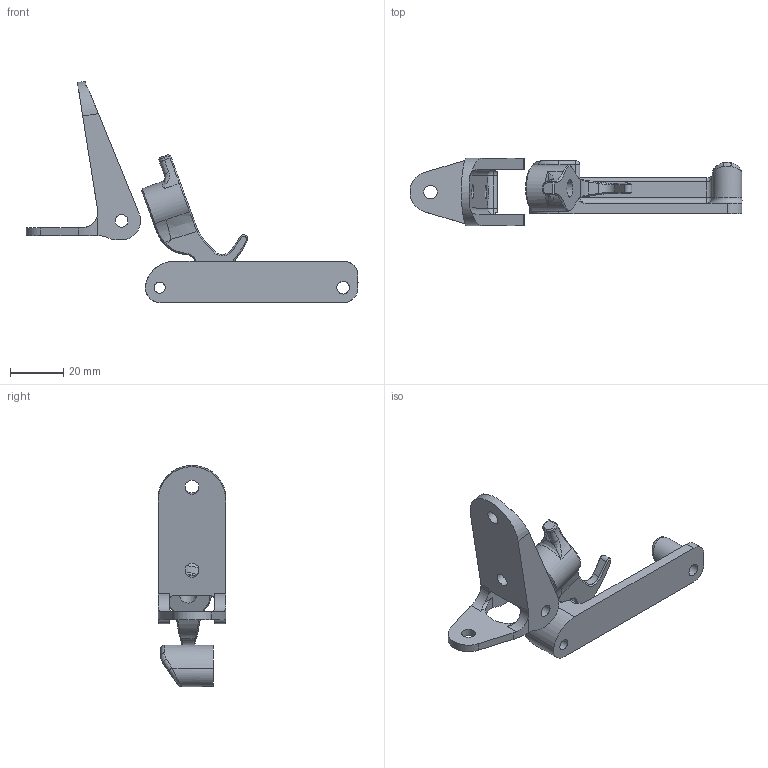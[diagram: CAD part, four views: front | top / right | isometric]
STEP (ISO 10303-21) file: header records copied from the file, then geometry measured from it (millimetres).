
FILE_DESCRIPTION(/* description */ (''),/* implementation_level */ '2;1');
FILE_NAME(/* name */ 'Hold down modified parts.stp',/* time_stamp */ '2020-12-07T17:09:58+01:00',/* author */ (''),/* organization */ (''),/* preprocessor_version */ 'ST-DEVELOPER v16.7',/* originating_system */ 'SIEMENS PLM Software NX 12.0',/* authorisation */ '');
FILE_SCHEMA (('AUTOMOTIVE_DESIGN { 1 0 10303 214 3 1 1 1 }'));
Length unit declared in the file: millimetre
Products named in the file (1): pagu3B707623yorj
Bounding box: 124.88 x 25.4 x 83.2 mm (x, y, z)
Volume: 23450.1 mm3; surface area: 14399.1 mm2
Topology: 3 solids, 3 shells, 200 faces, 497 edges, 292 vertices
Faces by surface type: cylinder 70, plane 58, bspline 49, torus 12, cone 7, sphere 4
Full cylindrical faces by diameter (mm): 4.166 x1, 4.762 x2, 4.794 x1, 5.152 x1, 5.242 x2, 6.56 x1
Entity records: 6571 total; most frequent: CARTESIAN_POINT 2204, ORIENTED_EDGE 952, DIRECTION 800, EDGE_CURVE 476, AXIS2_PLACEMENT_3D 310, VERTEX_POINT 288, EDGE_LOOP 224, ADVANCED_FACE 200
